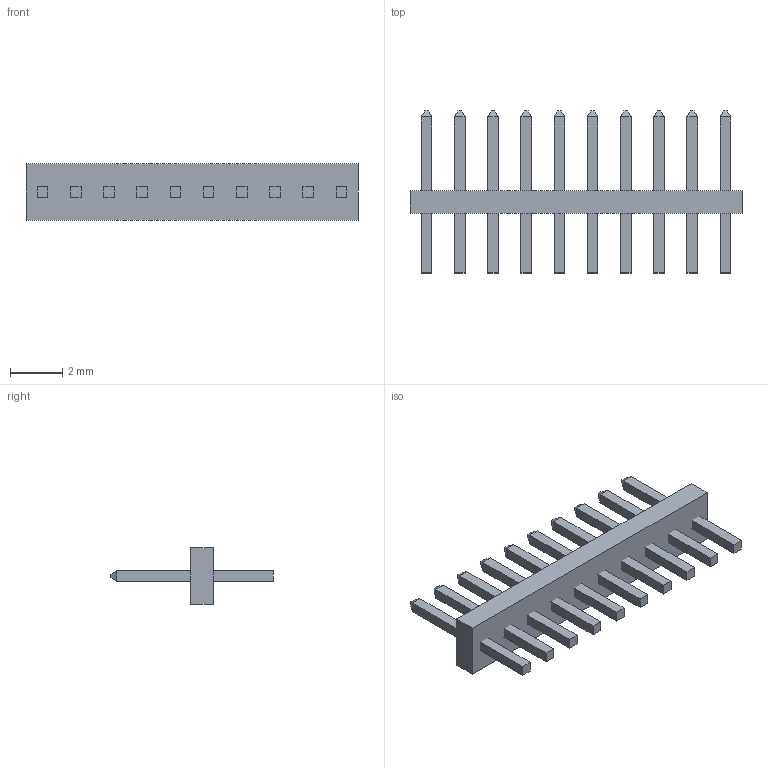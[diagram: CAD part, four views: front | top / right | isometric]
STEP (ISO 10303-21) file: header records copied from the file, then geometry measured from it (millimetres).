
FILE_DESCRIPTION(/* description */ ('STEP AP214'),/* implementation_level */ '2;1');
FILE_NAME(/* name */ 'FTS-110-01-L-S',/* time_stamp */ '2023-11-06T19:32:58+01:00',/* author */ ('License CC BY-ND 4.0'),/* organization */ ('CADENAS'),/* preprocessor_version */ 'ST-DEVELOPER v19.3',/* originating_system */ 'PARTsolutions',/* authorisation */ ' ');
FILE_SCHEMA (('AUTOMOTIVE_DESIGN {1 0 10303 214 3 1 1}'));
Length unit declared in the file: inch
Products named in the file (4): FTS-110-01-L-S; FTS-110-01-L-S_pins2; FTS-110-01-L-S_pins1; FTS-110-01-L-S_body
Assembly tree (3 placements, depth 2):
  FTS-110-01-L-S
    FTS-110-01-L-S_pins2
    FTS-110-01-L-S_pins1
    FTS-110-01-L-S_body
Bounding box: 12.7 x 6.2 x 2.16 mm (x, y, z)
Volume: 36.1 mm3; surface area: 206.1 mm2
Topology: 3 solids, 3 shells, 130 faces, 332 edges, 208 vertices
Faces by surface type: plane 130
Entity records: 3901 total; most frequent: CARTESIAN_POINT 674, ORIENTED_EDGE 664, DIRECTION 600, EDGE_CURVE 332, LINE 332, VECTOR 332, VERTEX_POINT 208, AXIS2_PLACEMENT_3D 134
